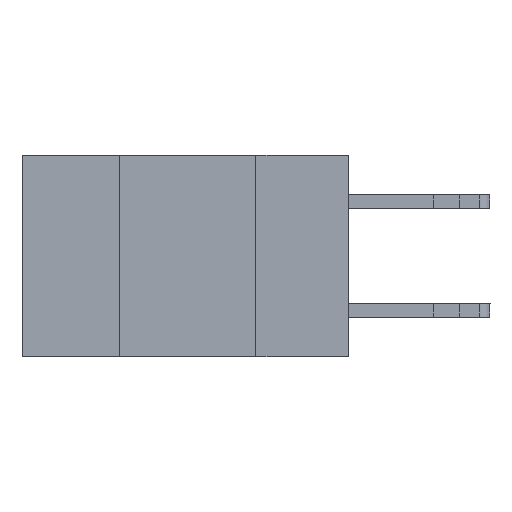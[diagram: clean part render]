
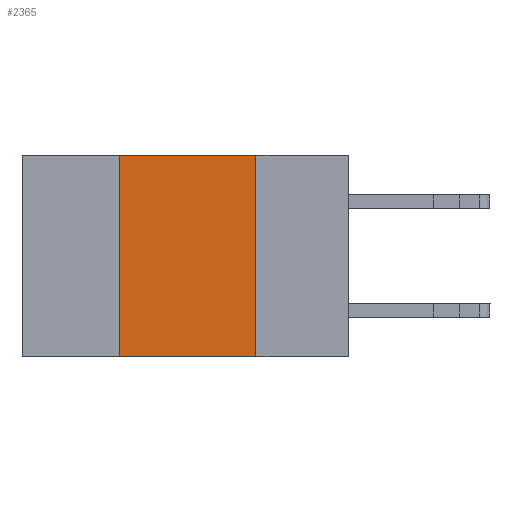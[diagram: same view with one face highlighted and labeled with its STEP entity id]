
A CAD part, left-side view. The second image highlights one B-rep face of the part: STEP entity #2365.
In plain terms, the highlighted planar face has unit normal (-1, 0, 0).
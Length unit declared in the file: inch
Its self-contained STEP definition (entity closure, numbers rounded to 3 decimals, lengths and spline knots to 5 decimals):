
#634 = EDGE_CURVE ( 'NONE', #18866, #702, #18799, .T. ) ;
#702 = VERTEX_POINT ( 'NONE', #5327 ) ;
#991 = VECTOR ( 'NONE', #2705, 39.37008 ) ;
#1085 = VERTEX_POINT ( 'NONE', #17753 ) ;
#1338 = ORIENTED_EDGE ( 'NONE', *, *, #634, .F. ) ;
#1420 = CARTESIAN_POINT ( 'NONE',  ( 0., 0.6, 0. ) ) ;
#1730 = DIRECTION ( 'NONE',  ( 0., 0., 1. ) ) ;
#2365 = ADVANCED_FACE ( 'NONE', ( #5292 ), #6421, .F. ) ;
#2413 = CARTESIAN_POINT ( 'NONE',  ( 0., 0.42, -0.37 ) ) ;
#2481 = DIRECTION ( 'NONE',  ( 0., 0., -1. ) ) ;
#2705 = DIRECTION ( 'NONE',  ( 0., -1., 0. ) ) ;
#2846 = EDGE_CURVE ( 'NONE', #18866, #13709, #5269, .T. ) ;
#3678 = DIRECTION ( 'NONE',  ( 0., -1., 0. ) ) ;
#3748 = CARTESIAN_POINT ( 'NONE',  ( 0., 0.6, 0. ) ) ;
#4307 = EDGE_LOOP ( 'NONE', ( #12229, #11730, #1338, #5357 ) ) ;
#5001 = CARTESIAN_POINT ( 'NONE',  ( 0., 0.6, -0.37 ) ) ;
#5269 = LINE ( 'NONE', #5001, #991 ) ;
#5292 = FACE_OUTER_BOUND ( 'NONE', #4307, .T. ) ;
#5327 = CARTESIAN_POINT ( 'NONE',  ( 0., 0.42, 0. ) ) ;
#5357 = ORIENTED_EDGE ( 'NONE', *, *, #2846, .T. ) ;
#5419 = VECTOR ( 'NONE', #12180, 39.37008 ) ;
#5832 = VECTOR ( 'NONE', #1730, 39.37008 ) ;
#6421 = PLANE ( 'NONE',  #6716 ) ;
#6716 = AXIS2_PLACEMENT_3D ( 'NONE', #1420, #17532, #2481 ) ;
#8784 = VECTOR ( 'NONE', #3678, 39.37008 ) ;
#9093 = LINE ( 'NONE', #19989, #5419 ) ;
#9586 = EDGE_CURVE ( 'NONE', #702, #1085, #12949, .T. ) ;
#11730 = ORIENTED_EDGE ( 'NONE', *, *, #9586, .F. ) ;
#12180 = DIRECTION ( 'NONE',  ( 0., 0., -1. ) ) ;
#12229 = ORIENTED_EDGE ( 'NONE', *, *, #20055, .F. ) ;
#12949 = LINE ( 'NONE', #3748, #8784 ) ;
#13709 = VERTEX_POINT ( 'NONE', #18359 ) ;
#15649 = CARTESIAN_POINT ( 'NONE',  ( 0., 0.42, -0.37 ) ) ;
#17532 = DIRECTION ( 'NONE',  ( 1., 0., 0. ) ) ;
#17753 = CARTESIAN_POINT ( 'NONE',  ( 0., 0.17, 0. ) ) ;
#18359 = CARTESIAN_POINT ( 'NONE',  ( 0., 0.17, -0.37 ) ) ;
#18799 = LINE ( 'NONE', #2413, #5832 ) ;
#18866 = VERTEX_POINT ( 'NONE', #15649 ) ;
#19989 = CARTESIAN_POINT ( 'NONE',  ( 0., 0.17, -0.37 ) ) ;
#20055 = EDGE_CURVE ( 'NONE', #1085, #13709, #9093, .T. ) ;
